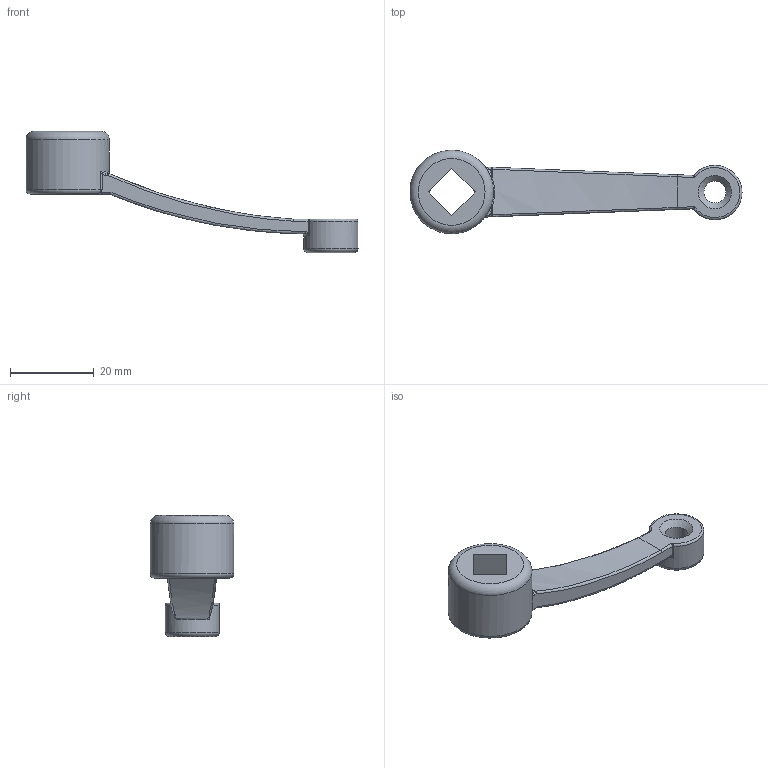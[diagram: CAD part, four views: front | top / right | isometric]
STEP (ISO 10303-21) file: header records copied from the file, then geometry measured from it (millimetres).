
FILE_DESCRIPTION(/* description */ (''),/* implementation_level */ '2;1');
FILE_NAME(/* name */ 'CHS_63_8_N',/* time_stamp */ '2012-11-23T15:12:56+08:00',/* author */ (''),/* organization */ (''),/* preprocessor_version */ 'ST-DEVELOPER v9',/* originating_system */ 'UGS - NX 4.0',/* authorisation */ '');
FILE_SCHEMA (('CONFIG_CONTROL_DESIGN'));
Length unit declared in the file: millimetre
Products named in the file (1): Admi63DCxipb
Bounding box: 79.47 x 19.98 x 29 mm (x, y, z)
Volume: 6495.8 mm3; surface area: 3728.4 mm2
Topology: 1 solids, 1 shells, 61 faces, 148 edges, 81 vertices
Faces by surface type: bspline 22, cylinder 17, plane 12, torus 6, cone 2, sphere 2
Full cylindrical faces by diameter (mm): 5.2 x1, 13 x1, 20 x1
Entity records: 2358 total; most frequent: CARTESIAN_POINT 1086, ORIENTED_EDGE 260, DIRECTION 214, EDGE_CURVE 130, AXIS2_PLACEMENT_3D 88, VERTEX_POINT 78, EDGE_LOOP 72, ADVANCED_FACE 61
